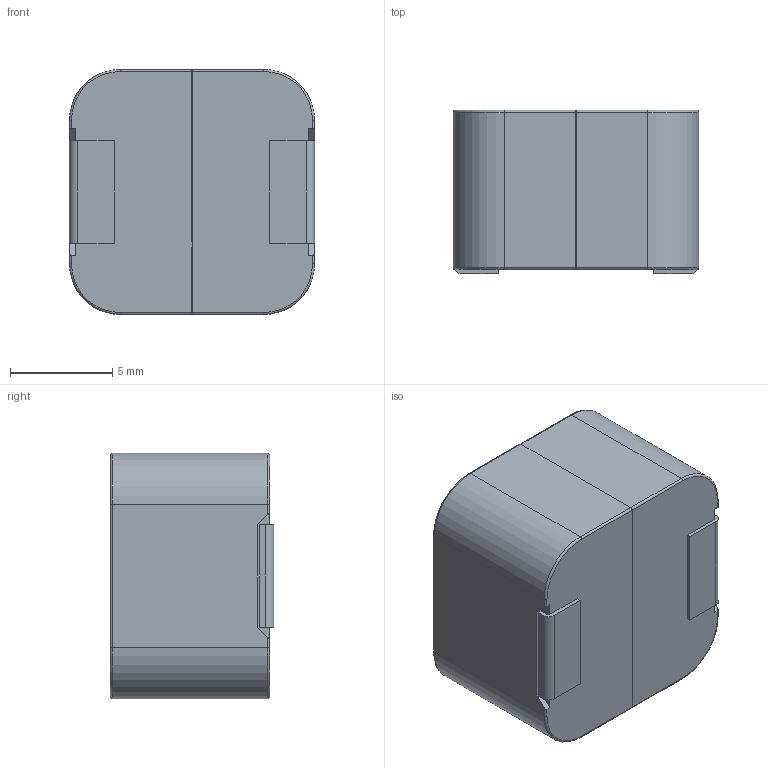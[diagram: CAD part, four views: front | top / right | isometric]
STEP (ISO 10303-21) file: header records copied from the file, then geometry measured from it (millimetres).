
FILE_DESCRIPTION (( 'STEP AP214' ), '1' );
FILE_NAME ('CDRH127 h7.8.STEP', '2023-06-21T13:01:05', ( 'Elessar' ), ( '' ), 'SwSTEP 2.0', 'SolidWorks 2018', '' );
FILE_SCHEMA (( 'AUTOMOTIVE_DESIGN' ));
Length unit declared in the file: millimetre
Products named in the file (1): CDRH127 h7.8
Bounding box: 12 x 8 x 12 mm (x, y, z)
Volume: 948.5 mm3; surface area: 1132.5 mm2
Topology: 2 solids, 2 shells, 92 faces, 240 edges, 152 vertices
Faces by surface type: plane 38, cylinder 34, bspline 12, torus 8
Entity records: 3353 total; most frequent: CARTESIAN_POINT 873, ORIENTED_EDGE 480, DIRECTION 466, EDGE_CURVE 240, AXIS2_PLACEMENT_3D 165, VERTEX_POINT 152, LINE 136, VECTOR 136
